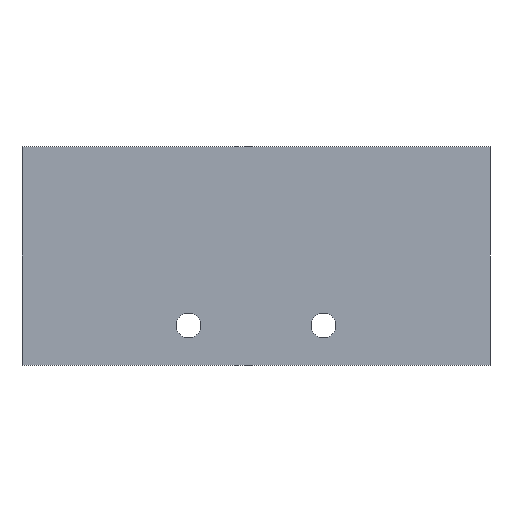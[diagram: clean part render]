
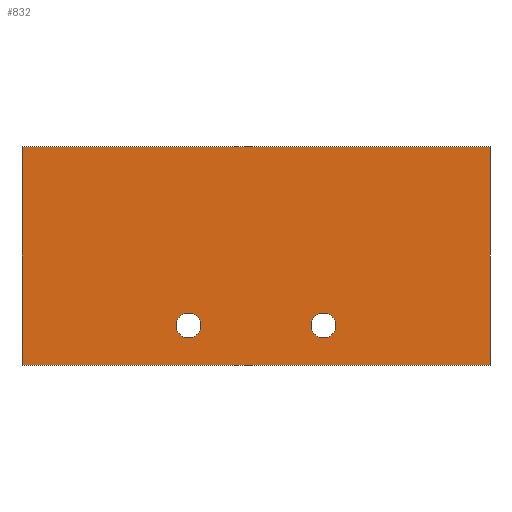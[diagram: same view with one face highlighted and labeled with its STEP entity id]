
A CAD part, front view. The second image highlights one B-rep face of the part: STEP entity #832.
In plain terms, the highlighted planar face has unit normal (0, -1, 0).
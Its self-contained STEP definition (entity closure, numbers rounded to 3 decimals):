
#26=FACE_BOUND('',#145,.T.);
#27=FACE_BOUND('',#146,.T.);
#29=CIRCLE('',#870,3.125);
#32=CIRCLE('',#875,3.125);
#86=FACE_OUTER_BOUND('',#144,.T.);
#144=EDGE_LOOP('',(#737,#738,#739,#740));
#145=EDGE_LOOP('',(#741));
#146=EDGE_LOOP('',(#742));
#235=LINE('',#1319,#335);
#239=LINE('',#1327,#339);
#242=LINE('',#1333,#342);
#245=LINE('',#1338,#345);
#335=VECTOR('',#1092,10.);
#339=VECTOR('',#1098,10.);
#342=VECTOR('',#1103,10.);
#345=VECTOR('',#1108,10.);
#397=VERTEX_POINT('',#1251);
#400=VERTEX_POINT('',#1260);
#411=VERTEX_POINT('',#1317);
#412=VERTEX_POINT('',#1318);
#415=VERTEX_POINT('',#1326);
#417=VERTEX_POINT('',#1332);
#484=EDGE_CURVE('',#397,#397,#29,.T.);
#488=EDGE_CURVE('',#400,#400,#32,.T.);
#515=EDGE_CURVE('',#411,#412,#235,.T.);
#519=EDGE_CURVE('',#412,#415,#239,.T.);
#522=EDGE_CURVE('',#415,#417,#242,.T.);
#525=EDGE_CURVE('',#417,#411,#245,.T.);
#737=ORIENTED_EDGE('',*,*,#525,.T.);
#738=ORIENTED_EDGE('',*,*,#515,.T.);
#739=ORIENTED_EDGE('',*,*,#519,.T.);
#740=ORIENTED_EDGE('',*,*,#522,.T.);
#741=ORIENTED_EDGE('',*,*,#484,.F.);
#742=ORIENTED_EDGE('',*,*,#488,.F.);
#785=PLANE('',#901);
#832=ADVANCED_FACE('',(#86,#26,#27),#785,.F.);
#870=AXIS2_PLACEMENT_3D('',#1253,#1014,#1015);
#875=AXIS2_PLACEMENT_3D('',#1262,#1025,#1026);
#901=AXIS2_PLACEMENT_3D('',#1341,#1112,#1113);
#1014=DIRECTION('center_axis',(0.,-1.,0.));
#1015=DIRECTION('ref_axis',(1.,0.,0.));
#1025=DIRECTION('center_axis',(0.,-1.,0.));
#1026=DIRECTION('ref_axis',(1.,0.,0.));
#1092=DIRECTION('',(0.,0.,-1.));
#1098=DIRECTION('',(1.,0.,0.));
#1103=DIRECTION('',(0.,0.,1.));
#1108=DIRECTION('',(-1.,0.,0.));
#1112=DIRECTION('center_axis',(0.,1.,0.));
#1113=DIRECTION('ref_axis',(1.,0.,0.));
#1251=CARTESIAN_POINT('',(-11.125,0.,-20.));
#1253=CARTESIAN_POINT('Origin',(-8.,0.,-20.));
#1260=CARTESIAN_POINT('',(22.875,0.,-20.));
#1262=CARTESIAN_POINT('Origin',(26.,0.,-20.));
#1317=CARTESIAN_POINT('',(-50.,0.,25.));
#1318=CARTESIAN_POINT('',(-50.,0.,-30.));
#1319=CARTESIAN_POINT('',(-50.,0.,25.));
#1326=CARTESIAN_POINT('',(68.,0.,-30.));
#1327=CARTESIAN_POINT('',(-50.,0.,-30.));
#1332=CARTESIAN_POINT('',(68.,0.,25.));
#1333=CARTESIAN_POINT('',(68.,0.,-30.));
#1338=CARTESIAN_POINT('',(68.,0.,25.));
#1341=CARTESIAN_POINT('Origin',(9.,0.,-2.5));
